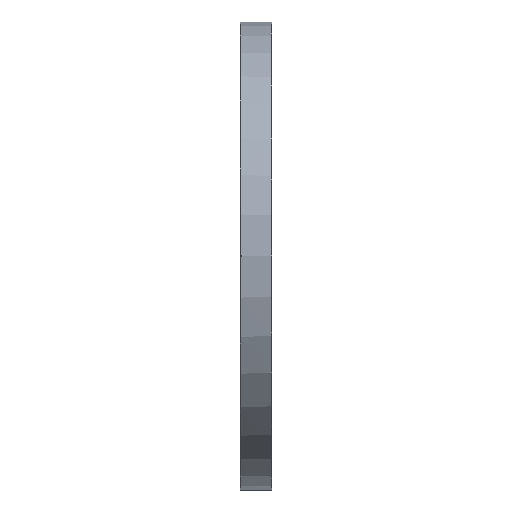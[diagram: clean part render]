
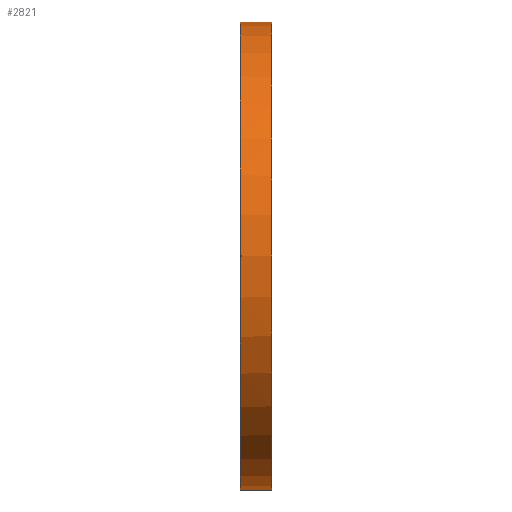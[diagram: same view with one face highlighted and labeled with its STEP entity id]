
A CAD part, left-side view. The second image highlights one B-rep face of the part: STEP entity #2821.
In plain terms, the highlighted cylindrical face has radius 209.55 mm (diameter 419.1 mm), a partial arc.
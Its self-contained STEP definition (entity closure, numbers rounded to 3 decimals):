
#21 = CARTESIAN_POINT ( 'NONE',  ( -209.548, 0., 1. ) ) ;
#153 = B_SPLINE_CURVE_WITH_KNOTS ( 'NONE', 3,
 ( #2634, #2618, #1363, #1860, #1892, #1353, #2352, #2124, #893, #1644, #877, #2340, #394, #3089, #1139, #1130 ),
 .UNSPECIFIED., .F., .F.,
 ( 4, 2, 2, 2, 2, 2, 2, 4 ),
 ( 0., 0., 0.001, 0.001, 0.002, 0.002, 0.002, 0.003 ),
 .UNSPECIFIED. ) ;
#193 = AXIS2_PLACEMENT_3D ( 'NONE', #2836, #1833, #1606 ) ;
#250 = VERTEX_POINT ( 'NONE', #686 ) ;
#297 = DIRECTION ( 'NONE',  ( 0., 0., 1. ) ) ;
#306 = VERTEX_POINT ( 'NONE', #1895 ) ;
#366 = VERTEX_POINT ( 'NONE', #3098 ) ;
#394 = CARTESIAN_POINT ( 'NONE',  ( -209.549, -0.801, -0.613 ) ) ;
#406 = AXIS2_PLACEMENT_3D ( 'NONE', #2753, #1543, #297 ) ;
#527 = AXIS2_PLACEMENT_3D ( 'NONE', #2803, #3024, #2815 ) ;
#536 = ORIENTED_EDGE ( 'NONE', *, *, #1381, .F. ) ;
#682 = LINE ( 'NONE', #1021, #3078 ) ;
#686 = CARTESIAN_POINT ( 'NONE',  ( 0., 0., -209.55 ) ) ;
#726 = ORIENTED_EDGE ( 'NONE', *, *, #1700, .T. ) ;
#877 = CARTESIAN_POINT ( 'NONE',  ( -209.55, -0.974, -0.261 ) ) ;
#893 = CARTESIAN_POINT ( 'NONE',  ( -209.55, -1., 0.131 ) ) ;
#913 = DIRECTION ( 'NONE',  ( 0., 1., 0. ) ) ;
#1021 = CARTESIAN_POINT ( 'NONE',  ( 0., -28.5, 209.55 ) ) ;
#1024 = CARTESIAN_POINT ( 'NONE',  ( 0., -28.5, 0. ) ) ;
#1130 = CARTESIAN_POINT ( 'NONE',  ( -209.548, 0., -1. ) ) ;
#1139 = CARTESIAN_POINT ( 'NONE',  ( -209.548, -0.264, -1. ) ) ;
#1142 = CIRCLE ( 'NONE', #193, 209.55 ) ;
#1278 = DIRECTION ( 'NONE',  ( 0., 1., 0. ) ) ;
#1285 = CARTESIAN_POINT ( 'NONE',  ( 0., 0., 209.55 ) ) ;
#1292 = EDGE_CURVE ( 'NONE', #2140, #306, #1861, .T. ) ;
#1307 = CIRCLE ( 'NONE', #527, 209.55 ) ;
#1313 = VERTEX_POINT ( 'NONE', #1285 ) ;
#1353 = CARTESIAN_POINT ( 'NONE',  ( -209.549, -0.799, 0.615 ) ) ;
#1363 = CARTESIAN_POINT ( 'NONE',  ( -209.548, -0.262, 0.974 ) ) ;
#1381 = EDGE_CURVE ( 'NONE', #2822, #1313, #1307, .T. ) ;
#1393 = CYLINDRICAL_SURFACE ( 'NONE', #1623, 209.55 ) ;
#1451 = EDGE_CURVE ( 'NONE', #2822, #366, #153, .T. ) ;
#1518 = DIRECTION ( 'NONE',  ( 0., 1., 0. ) ) ;
#1523 = DIRECTION ( 'NONE',  ( 0., 0., 1. ) ) ;
#1543 = DIRECTION ( 'NONE',  ( 0., 1., 0. ) ) ;
#1606 = DIRECTION ( 'NONE',  ( 0., 0., 1. ) ) ;
#1623 = AXIS2_PLACEMENT_3D ( 'NONE', #1024, #1278, #1523 ) ;
#1644 = CARTESIAN_POINT ( 'NONE',  ( -209.55, -1., -0.13 ) ) ;
#1700 = EDGE_CURVE ( 'NONE', #306, #1313, #682, .T. ) ;
#1833 = DIRECTION ( 'NONE',  ( 0., 1., 0. ) ) ;
#1860 = CARTESIAN_POINT ( 'NONE',  ( -209.548, -0.504, 0.874 ) ) ;
#1861 = CIRCLE ( 'NONE', #406, 209.55 ) ;
#1892 = CARTESIAN_POINT ( 'NONE',  ( -209.548, -0.615, 0.799 ) ) ;
#1895 = CARTESIAN_POINT ( 'NONE',  ( 0., -28.5, 209.55 ) ) ;
#1981 = EDGE_CURVE ( 'NONE', #250, #366, #1142, .T. ) ;
#2017 = ORIENTED_EDGE ( 'NONE', *, *, #1981, .F. ) ;
#2124 = CARTESIAN_POINT ( 'NONE',  ( -209.55, -0.974, 0.263 ) ) ;
#2140 = VERTEX_POINT ( 'NONE', #2374 ) ;
#2166 = CARTESIAN_POINT ( 'NONE',  ( 0., -28.5, -209.55 ) ) ;
#2325 = EDGE_LOOP ( 'NONE', ( #2769, #2629, #726, #536, #2361, #2017 ) ) ;
#2340 = CARTESIAN_POINT ( 'NONE',  ( -209.549, -0.874, -0.503 ) ) ;
#2352 = CARTESIAN_POINT ( 'NONE',  ( -209.549, -0.874, 0.503 ) ) ;
#2361 = ORIENTED_EDGE ( 'NONE', *, *, #1451, .T. ) ;
#2374 = CARTESIAN_POINT ( 'NONE',  ( 0., -28.5, -209.55 ) ) ;
#2592 = LINE ( 'NONE', #2166, #2669 ) ;
#2618 = CARTESIAN_POINT ( 'NONE',  ( -209.548, -0.132, 1. ) ) ;
#2629 = ORIENTED_EDGE ( 'NONE', *, *, #1292, .T. ) ;
#2634 = CARTESIAN_POINT ( 'NONE',  ( -209.548, 0., 1. ) ) ;
#2669 = VECTOR ( 'NONE', #913, 1000. ) ;
#2671 = EDGE_CURVE ( 'NONE', #2140, #250, #2592, .T. ) ;
#2753 = CARTESIAN_POINT ( 'NONE',  ( 0., -28.5, 0. ) ) ;
#2769 = ORIENTED_EDGE ( 'NONE', *, *, #2671, .F. ) ;
#2803 = CARTESIAN_POINT ( 'NONE',  ( 0., 0., 0. ) ) ;
#2815 = DIRECTION ( 'NONE',  ( 0., 0., 1. ) ) ;
#2821 = ADVANCED_FACE ( 'NONE', ( #3133 ), #1393, .T. ) ;
#2822 = VERTEX_POINT ( 'NONE', #21 ) ;
#2836 = CARTESIAN_POINT ( 'NONE',  ( 0., 0., 0. ) ) ;
#3024 = DIRECTION ( 'NONE',  ( 0., 1., 0. ) ) ;
#3078 = VECTOR ( 'NONE', #1518, 1000. ) ;
#3089 = CARTESIAN_POINT ( 'NONE',  ( -209.548, -0.521, -0.893 ) ) ;
#3098 = CARTESIAN_POINT ( 'NONE',  ( -209.548, 0., -1. ) ) ;
#3133 = FACE_OUTER_BOUND ( 'NONE', #2325, .T. ) ;
